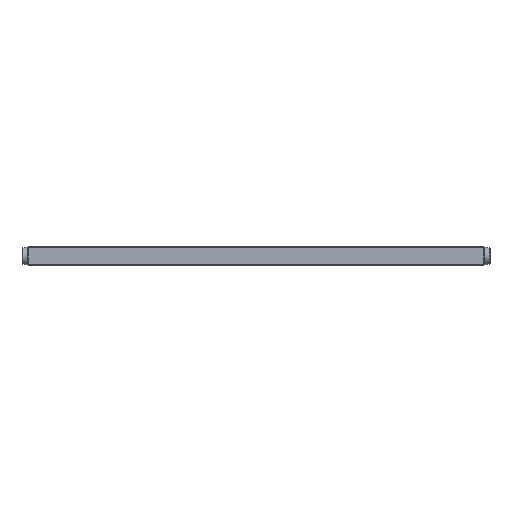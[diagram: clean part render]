
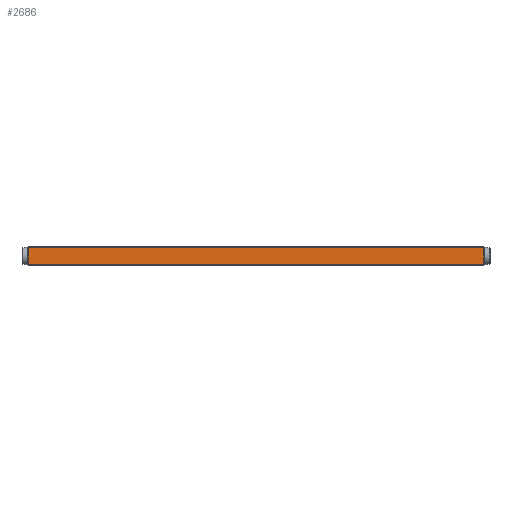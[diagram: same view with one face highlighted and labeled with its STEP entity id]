
A CAD part, front view. The second image highlights one B-rep face of the part: STEP entity #2686.
In plain terms, the highlighted planar face has unit normal (0, -1, 0).
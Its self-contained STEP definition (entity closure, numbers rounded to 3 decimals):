
#2686=ADVANCED_FACE('',(#4112),#3225,.T.);
#3225=PLANE('',#19093);
#4112=FACE_OUTER_BOUND('',#5061,.T.);
#5061=EDGE_LOOP('',(#9885,#9886,#9887,#9888));
#9885=ORIENTED_EDGE('',*,*,#14087,.T.);
#9886=ORIENTED_EDGE('',*,*,#14088,.T.);
#9887=ORIENTED_EDGE('',*,*,#14089,.T.);
#9888=ORIENTED_EDGE('',*,*,#14090,.T.);
#11637=VERTEX_POINT('',#29291);
#11638=VERTEX_POINT('',#29292);
#11639=VERTEX_POINT('',#29294);
#11640=VERTEX_POINT('',#29296);
#14087=EDGE_CURVE('',#11637,#11638,#15749,.T.);
#14088=EDGE_CURVE('',#11638,#11639,#15750,.T.);
#14089=EDGE_CURVE('',#11639,#11640,#15751,.T.);
#14090=EDGE_CURVE('',#11640,#11637,#15752,.T.);
#15749=LINE('',#29290,#17359);
#15750=LINE('',#29293,#17360);
#15751=LINE('',#29295,#17361);
#15752=LINE('',#29297,#17362);
#17359=VECTOR('',#24154,1.);
#17360=VECTOR('',#24155,1.);
#17361=VECTOR('',#24156,1.);
#17362=VECTOR('',#24157,1.);
#19093=AXIS2_PLACEMENT_3D('',#29298,#24158,#24159);
#24154=DIRECTION('',(1.,0.,0.));
#24155=DIRECTION('',(0.,0.,1.));
#24156=DIRECTION('',(-1.,0.,0.));
#24157=DIRECTION('',(0.,0.,-1.));
#24158=DIRECTION('',(0.,-1.,0.));
#24159=DIRECTION('',(0.,0.,-1.));
#29290=CARTESIAN_POINT('',(100.,0.,0.425));
#29291=CARTESIAN_POINT('',(0.4,0.,0.425));
#29292=CARTESIAN_POINT('',(199.6,0.,0.425));
#29293=CARTESIAN_POINT('',(199.6,0.,0.));
#29294=CARTESIAN_POINT('',(199.6,0.,7.575));
#29295=CARTESIAN_POINT('',(100.,0.,7.575));
#29296=CARTESIAN_POINT('',(0.4,0.,7.575));
#29297=CARTESIAN_POINT('',(0.4,0.,0.));
#29298=CARTESIAN_POINT('',(100.,0.,0.));
